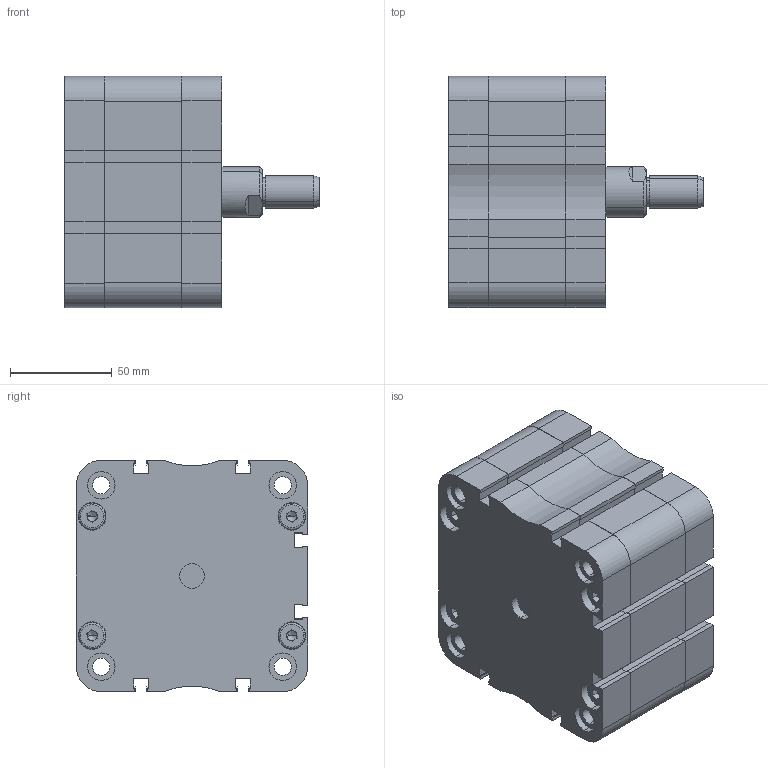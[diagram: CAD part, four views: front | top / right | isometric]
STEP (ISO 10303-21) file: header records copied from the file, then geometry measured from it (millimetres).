
FILE_DESCRIPTION (( 'STEP AP214' ), '1' );
FILE_NAME ('SM_007_100_0010_NP.STEP', '2019-11-15T07:23:49', ( '' ), ( '' ), 'SwSTEP 2.0', 'SolidWorks 2019', '' );
FILE_SCHEMA (( 'AUTOMOTIVE_DESIGN' ));
Length unit declared in the file: millimetre
Products named in the file (21): Kopia SMART - U. t硂czyska^Pokrywa prz骴 kpl_SM_PSEM_U. t坥czyska - D100; Pokrywa ty³ kpl^SM_PSEM_Pok tyˆ - D100; Kopia SMART - U. typ Oring - pokrywa^Pokrywa przód kpl_SM_PSEM_U. typ Oring - D100; Tuleja^SM_PSEM_Tuleja - D100; Pokrywa przód kpl^SM_PSEM_Pokrywa prz¢d kpl - D100; socket head thin cap screw_din_DIN 7984 - M8 x 25 --- 21.25N; Kopia SMART - U. typ Oring - pokrywa^Pokrywa tyｳ kpl_SM_PSEM_U. typ Oring - D100; T硂k kpl^SM_PSEM_T坥k kpl - D100; Kopia SMART - U. t³oka S^T³ok kpl_SM_PSEM_U. tˆoka S - D100; T³oczysko^SM_PSEM_Tˆoczysko - D100; Kopia T硂k_T坥k - D100; Kopia Tuleja prowadz¹ca^Pokrywa przód kpl_SM_PSEM_Tuleja prowadz¥ca - D100; socket head thin cap screw_din_DIN 7984 - M12 x 35 --- 29.75N; Kopia Pokrywa prz^Pokrywa prz kpl_SM_PSEM_Smart - Pok prz｢d - D100; Kopia Pierœcieñ prowadz¹cy^T³ok kpl_SM_PSEM_Pier˜cieä prowadz¥cy D100; Kopia Pokrywa ty³^Pokrywa ty³ kpl_SM_PSEM_Smart - Pok tyˆ - D100; Kopia Magnes^T³ok kpl_SM_PSEM_Magnes D100; Kopia SMART - U. t硂ka lu焠a^T硂k kpl_SM_PSEM_U. t坥ka lu玭a - D100; Kopia SMART - U. t³oka wklejana^T³ok kpl_SM_PSEM_U. tˆoka wklejana - D100; SM_007_100_0010_NP; Sprêzyna SM_PSEM_100_L1 napi©cie wst©pne
Assembly tree (27 placements, depth 3):
  SM_007_100_0010_NP
    Pokrywa przód kpl^SM_PSEM_Pokrywa prz¢d kpl - D100
      Kopia Pokrywa prz^Pokrywa prz kpl_SM_PSEM_Smart - Pok prz｢d - D100
      Kopia SMART - U. typ Oring - pokrywa^Pokrywa przód kpl_SM_PSEM_U. typ Oring - D100
      Kopia Tuleja prowadz¹ca^Pokrywa przód kpl_SM_PSEM_Tuleja prowadz¥ca - D100
      Kopia SMART - U. t硂czyska^Pokrywa prz骴 kpl_SM_PSEM_U. t坥czyska - D100
    Tuleja^SM_PSEM_Tuleja - D100
    Pokrywa ty³ kpl^SM_PSEM_Pok tyˆ - D100
      Kopia Pokrywa ty³^Pokrywa ty³ kpl_SM_PSEM_Smart - Pok tyˆ - D100
      Kopia SMART - U. typ Oring - pokrywa^Pokrywa tyｳ kpl_SM_PSEM_U. typ Oring - D100
    T硂k kpl^SM_PSEM_T坥k kpl - D100
      Kopia T硂k_T坥k - D100
      Kopia Magnes^T³ok kpl_SM_PSEM_Magnes D100
      Kopia Pierœcieñ prowadz¹cy^T³ok kpl_SM_PSEM_Pier˜cieä prowadz¥cy D100
      Kopia SMART - U. t硂ka lu焠a^T硂k kpl_SM_PSEM_U. t坥ka lu玭a - D100
      Kopia SMART - U. t³oka wklejana^T³ok kpl_SM_PSEM_U. tˆoka wklejana - D100
      Kopia SMART - U. t³oka S^T³ok kpl_SM_PSEM_U. tˆoka S - D100
    T³oczysko^SM_PSEM_Tˆoczysko - D100
    socket head thin cap screw_din_DIN 7984 - M12 x 35 --- 29.75N
    socket head thin cap screw_din_DIN 7984 - M8 x 25 --- 21.25N  x8
    Sprêzyna SM_PSEM_100_L1 napi©cie wst©pne
Bounding box: 125 x 113.5 x 113.5 mm (x, y, z)
Volume: 637777.3 mm3; surface area: 267727.8 mm2
Topology: 25 solids, 25 shells, 1012 faces, 2499 edges, 1599 vertices
Faces by surface type: plane 536, cylinder 299, cone 75, bspline 66, torus 36
Entity records: 31545 total; most frequent: CARTESIAN_POINT 10297, ORIENTED_EDGE 4174, DIRECTION 4164, EDGE_CURVE 2087, AXIS2_PLACEMENT_3D 1441, VERTEX_POINT 1368, LINE 1282, VECTOR 1282
